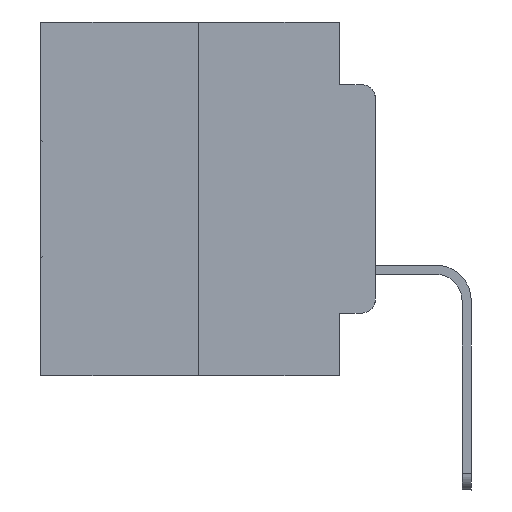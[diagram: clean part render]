
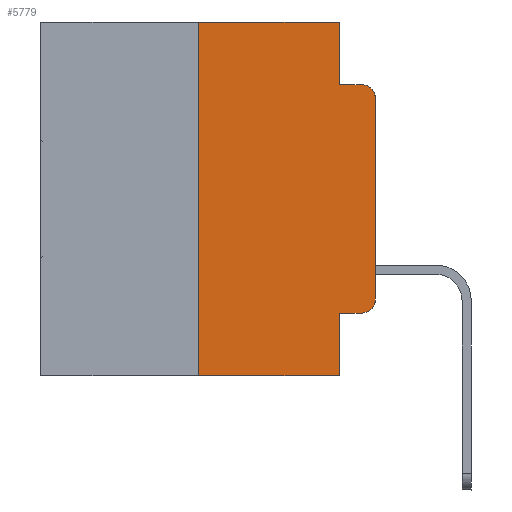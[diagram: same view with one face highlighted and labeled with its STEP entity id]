
A CAD part, left-side view. The second image highlights one B-rep face of the part: STEP entity #5779.
In plain terms, the highlighted planar face has unit normal (-1, 0, 0).
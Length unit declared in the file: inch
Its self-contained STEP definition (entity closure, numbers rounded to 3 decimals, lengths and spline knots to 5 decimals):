
#486 = VECTOR ( 'NONE', #12032, 39.37008 ) ;
#811 = CIRCLE ( 'NONE', #9908, 0.02 ) ;
#1118 = VERTEX_POINT ( 'NONE', #6565 ) ;
#1732 = LINE ( 'NONE', #14889, #14762 ) ;
#1898 = DIRECTION ( 'NONE',  ( 0., -1., 0. ) ) ;
#2226 = VERTEX_POINT ( 'NONE', #23255 ) ;
#2384 = ORIENTED_EDGE ( 'NONE', *, *, #5002, .F. ) ;
#2492 = VECTOR ( 'NONE', #15035, 39.37008 ) ;
#3217 = EDGE_CURVE ( 'NONE', #2226, #12051, #4220, .T. ) ;
#3308 = VERTEX_POINT ( 'NONE', #5278 ) ;
#4165 = ORIENTED_EDGE ( 'NONE', *, *, #3217, .T. ) ;
#4220 = CIRCLE ( 'NONE', #6634, 0.02 ) ;
#4671 = CARTESIAN_POINT ( 'NONE',  ( 0., 0.051, -0.5 ) ) ;
#5002 = EDGE_CURVE ( 'NONE', #3308, #24109, #13648, .T. ) ;
#5083 = DIRECTION ( 'NONE',  ( -1., 0., 0. ) ) ;
#5278 = CARTESIAN_POINT ( 'NONE',  ( 0., 0.051, 0. ) ) ;
#5779 = ADVANCED_FACE ( 'NONE', ( #18406 ), #27273, .F. ) ;
#6532 = VERTEX_POINT ( 'NONE', #22923 ) ;
#6565 = CARTESIAN_POINT ( 'NONE',  ( 0., 0.051, -0.4115 ) ) ;
#6634 = AXIS2_PLACEMENT_3D ( 'NONE', #22816, #5083, #22724 ) ;
#7116 = EDGE_CURVE ( 'NONE', #1118, #14902, #24156, .T. ) ;
#7266 = LINE ( 'NONE', #21834, #25472 ) ;
#7676 = EDGE_LOOP ( 'NONE', ( #15027, #27200, #11408, #2384, #27099, #20764, #18604, #17923, #25983, #4165 ) ) ;
#8599 = DIRECTION ( 'NONE',  ( 0., -1., 0. ) ) ;
#8703 = CARTESIAN_POINT ( 'NONE',  ( 0., 0.051, -0.0885 ) ) ;
#9198 = EDGE_CURVE ( 'NONE', #12051, #23213, #26536, .T. ) ;
#9335 = CARTESIAN_POINT ( 'NONE',  ( 0., 0.25, -0.5 ) ) ;
#9834 = CARTESIAN_POINT ( 'NONE',  ( 0., 0.051, 0. ) ) ;
#9908 = AXIS2_PLACEMENT_3D ( 'NONE', #17721, #22338, #19943 ) ;
#9941 = CARTESIAN_POINT ( 'NONE',  ( 0., 0., -0.3915 ) ) ;
#10400 = DIRECTION ( 'NONE',  ( 0., -1., 0. ) ) ;
#10530 = CARTESIAN_POINT ( 'NONE',  ( 0., 0.02, -0.0885 ) ) ;
#11011 = EDGE_CURVE ( 'NONE', #24109, #20897, #25764, .T. ) ;
#11064 = EDGE_CURVE ( 'NONE', #20020, #14902, #11332, .T. ) ;
#11139 = CARTESIAN_POINT ( 'NONE',  ( 0., 0.051, 0. ) ) ;
#11332 = LINE ( 'NONE', #14932, #20936 ) ;
#11408 = ORIENTED_EDGE ( 'NONE', *, *, #11011, .F. ) ;
#12032 = DIRECTION ( 'NONE',  ( 0., 0., -1. ) ) ;
#12051 = VERTEX_POINT ( 'NONE', #9941 ) ;
#12866 = DIRECTION ( 'NONE',  ( 0., 0., 1. ) ) ;
#13326 = VECTOR ( 'NONE', #17846, 39.37008 ) ;
#13648 = LINE ( 'NONE', #11139, #13326 ) ;
#13739 = CARTESIAN_POINT ( 'NONE',  ( 0., 0.473, 0. ) ) ;
#14762 = VECTOR ( 'NONE', #10400, 39.37008 ) ;
#14889 = CARTESIAN_POINT ( 'NONE',  ( 0., 0.051, -0.4115 ) ) ;
#14902 = VERTEX_POINT ( 'NONE', #4671 ) ;
#14932 = CARTESIAN_POINT ( 'NONE',  ( 0., 0.473, -0.5 ) ) ;
#15027 = ORIENTED_EDGE ( 'NONE', *, *, #9198, .T. ) ;
#15035 = DIRECTION ( 'NONE',  ( 0., 0., 1. ) ) ;
#16195 = EDGE_CURVE ( 'NONE', #23213, #20897, #811, .T. ) ;
#16770 = EDGE_CURVE ( 'NONE', #6532, #3308, #7266, .T. ) ;
#17721 = CARTESIAN_POINT ( 'NONE',  ( 0., 0.02, -0.1085 ) ) ;
#17846 = DIRECTION ( 'NONE',  ( 0., 0., -1. ) ) ;
#17886 = EDGE_CURVE ( 'NONE', #20020, #6532, #25759, .T. ) ;
#17923 = ORIENTED_EDGE ( 'NONE', *, *, #7116, .F. ) ;
#18406 = FACE_OUTER_BOUND ( 'NONE', #7676, .T. ) ;
#18604 = ORIENTED_EDGE ( 'NONE', *, *, #11064, .T. ) ;
#18989 = AXIS2_PLACEMENT_3D ( 'NONE', #13739, #25171, #24974 ) ;
#19943 = DIRECTION ( 'NONE',  ( 0., 0., -1. ) ) ;
#20020 = VERTEX_POINT ( 'NONE', #9335 ) ;
#20303 = CARTESIAN_POINT ( 'NONE',  ( 0., 0., -0.1085 ) ) ;
#20764 = ORIENTED_EDGE ( 'NONE', *, *, #17886, .F. ) ;
#20897 = VERTEX_POINT ( 'NONE', #10530 ) ;
#20936 = VECTOR ( 'NONE', #1898, 39.37008 ) ;
#21501 = CARTESIAN_POINT ( 'NONE',  ( 0., 0.25, 0. ) ) ;
#21834 = CARTESIAN_POINT ( 'NONE',  ( 0., 0.473, 0. ) ) ;
#22338 = DIRECTION ( 'NONE',  ( -1., 0., 0. ) ) ;
#22667 = VECTOR ( 'NONE', #12866, 39.37008 ) ;
#22724 = DIRECTION ( 'NONE',  ( 0., 0., -1. ) ) ;
#22816 = CARTESIAN_POINT ( 'NONE',  ( 0., 0.02, -0.3915 ) ) ;
#22923 = CARTESIAN_POINT ( 'NONE',  ( 0., 0.25, 0. ) ) ;
#23213 = VERTEX_POINT ( 'NONE', #20303 ) ;
#23255 = CARTESIAN_POINT ( 'NONE',  ( 0., 0.02, -0.4115 ) ) ;
#23685 = VECTOR ( 'NONE', #25986, 39.37008 ) ;
#24109 = VERTEX_POINT ( 'NONE', #25718 ) ;
#24156 = LINE ( 'NONE', #9834, #486 ) ;
#24974 = DIRECTION ( 'NONE',  ( 0., 0., -1. ) ) ;
#25171 = DIRECTION ( 'NONE',  ( 1., 0., 0. ) ) ;
#25263 = EDGE_CURVE ( 'NONE', #1118, #2226, #1732, .T. ) ;
#25472 = VECTOR ( 'NONE', #8599, 39.37008 ) ;
#25718 = CARTESIAN_POINT ( 'NONE',  ( 0., 0.051, -0.0885 ) ) ;
#25759 = LINE ( 'NONE', #21501, #22667 ) ;
#25764 = LINE ( 'NONE', #8703, #23685 ) ;
#25983 = ORIENTED_EDGE ( 'NONE', *, *, #25263, .T. ) ;
#25986 = DIRECTION ( 'NONE',  ( 0., -1., 0. ) ) ;
#26536 = LINE ( 'NONE', #28390, #2492 ) ;
#27099 = ORIENTED_EDGE ( 'NONE', *, *, #16770, .F. ) ;
#27200 = ORIENTED_EDGE ( 'NONE', *, *, #16195, .T. ) ;
#27273 = PLANE ( 'NONE',  #18989 ) ;
#28390 = CARTESIAN_POINT ( 'NONE',  ( 0., 0., 0. ) ) ;
